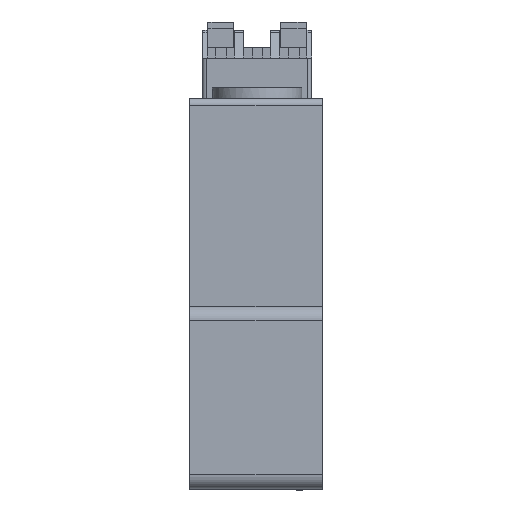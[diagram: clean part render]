
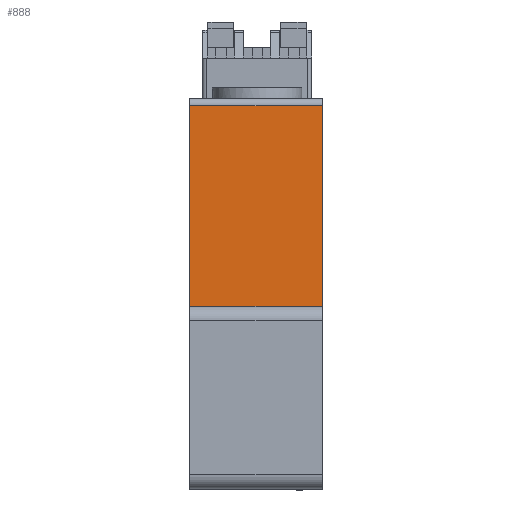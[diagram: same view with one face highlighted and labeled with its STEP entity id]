
A CAD part, front view. The second image highlights one B-rep face of the part: STEP entity #888.
In plain terms, the highlighted planar face has unit normal (0, -1, 0).
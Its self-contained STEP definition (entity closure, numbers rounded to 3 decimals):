
#875=AXIS2_PLACEMENT_3D('Plane Axis2P3D',#872,#873,#874) ;
#344=CARTESIAN_POINT('Vertex',(0.,7.813,53.764)) ;
#347=CARTESIAN_POINT('Line Origine',(9.88,7.813,53.764)) ;
#351=CARTESIAN_POINT('Vertex',(18.54,7.813,53.764)) ;
#420=CARTESIAN_POINT('Vertex',(0.,7.814,25.672)) ;
#423=CARTESIAN_POINT('Line Origine',(0.,7.813,39.718)) ;
#702=CARTESIAN_POINT('Line Origine',(18.54,7.813,39.718)) ;
#706=CARTESIAN_POINT('Vertex',(18.54,7.814,25.672)) ;
#872=CARTESIAN_POINT('Axis2P3D Location',(0.,7.813,53.764)) ;
#877=CARTESIAN_POINT('Line Origine',(9.27,7.814,25.672)) ;
#348=DIRECTION('Vector Direction',(-1.,0.,0.)) ;
#424=DIRECTION('Vector Direction',(0.,0.,-1.)) ;
#703=DIRECTION('Vector Direction',(0.,0.,-1.)) ;
#873=DIRECTION('Axis2P3D Direction',(0.,-1.,0.)) ;
#874=DIRECTION('Axis2P3D XDirection',(0.,0.,-1.)) ;
#878=DIRECTION('Vector Direction',(1.,0.,0.)) ;
#349=VECTOR('Line Direction',#348,1.) ;
#425=VECTOR('Line Direction',#424,1.) ;
#704=VECTOR('Line Direction',#703,1.) ;
#879=VECTOR('Line Direction',#878,1.) ;
#883=ORIENTED_EDGE('',*,*,#353,.F.) ;
#884=ORIENTED_EDGE('',*,*,#427,.F.) ;
#885=ORIENTED_EDGE('',*,*,#881,.T.) ;
#886=ORIENTED_EDGE('',*,*,#708,.F.) ;
#888=ADVANCED_FACE('Fuse Holder',(#887),#876,.T.) ;
#353=EDGE_CURVE('',#345,#352,#350,.F.) ;
#427=EDGE_CURVE('',#421,#345,#426,.F.) ;
#708=EDGE_CURVE('',#352,#707,#705,.T.) ;
#881=EDGE_CURVE('',#421,#707,#880,.T.) ;
#882=EDGE_LOOP('',(#883,#884,#885,#886)) ;
#887=FACE_OUTER_BOUND('',#882,.T.) ;
#350=LINE('Line',#347,#349) ;
#426=LINE('Line',#423,#425) ;
#705=LINE('Line',#702,#704) ;
#880=LINE('Line',#877,#879) ;
#876=PLANE('',#875) ;
#345=VERTEX_POINT('',#344) ;
#352=VERTEX_POINT('',#351) ;
#421=VERTEX_POINT('',#420) ;
#707=VERTEX_POINT('',#706) ;
